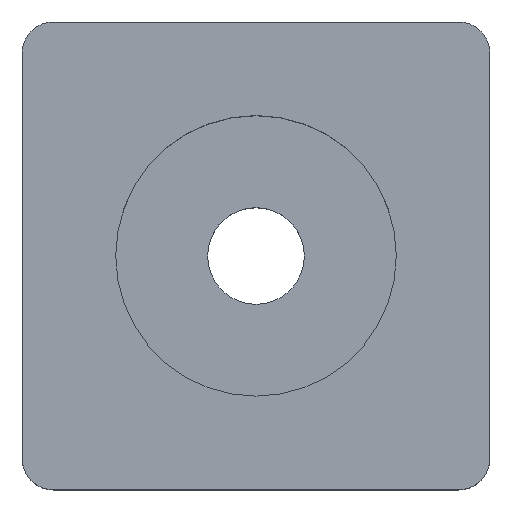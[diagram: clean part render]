
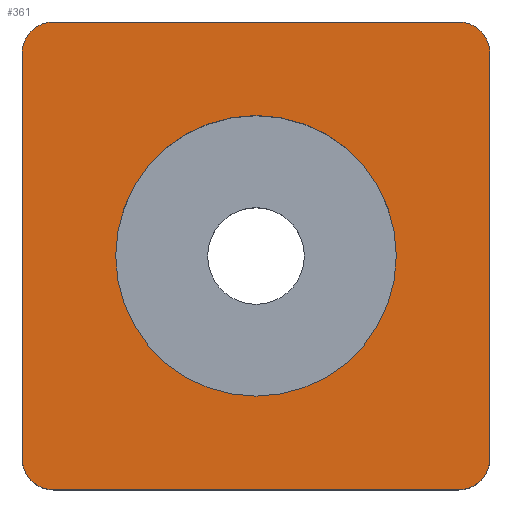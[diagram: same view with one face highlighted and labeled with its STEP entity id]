
A CAD part, top view. The second image highlights one B-rep face of the part: STEP entity #361.
In plain terms, the highlighted planar face has unit normal (0, 0, 1).
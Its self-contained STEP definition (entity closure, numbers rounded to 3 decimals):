
#9 = EDGE_CURVE ( 'NONE', #213, #281, #405, .T. ) ;
#10 = CIRCLE ( 'NONE', #211, 2. ) ;
#11 = ORIENTED_EDGE ( 'NONE', *, *, #393, .T. ) ;
#17 = ORIENTED_EDGE ( 'NONE', *, *, #418, .T. ) ;
#18 = CARTESIAN_POINT ( 'NONE',  ( 13., 15., 13. ) ) ;
#23 = CARTESIAN_POINT ( 'NONE',  ( 15., -15., 13. ) ) ;
#30 = DIRECTION ( 'NONE',  ( 0., 0., 1. ) ) ;
#41 = FACE_OUTER_BOUND ( 'NONE', #59, .T. ) ;
#48 = DIRECTION ( 'NONE',  ( -1., 0., 0. ) ) ;
#56 = CARTESIAN_POINT ( 'NONE',  ( -13., 13., 13. ) ) ;
#59 = EDGE_LOOP ( 'NONE', ( #139, #11, #299, #17, #234, #217, #429, #99 ) ) ;
#69 = EDGE_CURVE ( 'NONE', #134, #102, #445, .T. ) ;
#73 = CARTESIAN_POINT ( 'NONE',  ( 0., 0., 13. ) ) ;
#74 = AXIS2_PLACEMENT_3D ( 'NONE', #360, #30, #279 ) ;
#78 = CARTESIAN_POINT ( 'NONE',  ( -15., -15., 13. ) ) ;
#98 = LINE ( 'NONE', #394, #195 ) ;
#99 = ORIENTED_EDGE ( 'NONE', *, *, #229, .T. ) ;
#102 = VERTEX_POINT ( 'NONE', #297 ) ;
#111 = DIRECTION ( 'NONE',  ( 0., 0., 1. ) ) ;
#113 = DIRECTION ( 'NONE',  ( 0., 0., 1. ) ) ;
#134 = VERTEX_POINT ( 'NONE', #302 ) ;
#139 = ORIENTED_EDGE ( 'NONE', *, *, #422, .T. ) ;
#142 = CARTESIAN_POINT ( 'NONE',  ( -9., 0., 13. ) ) ;
#148 = CARTESIAN_POINT ( 'NONE',  ( -15., 13., 13. ) ) ;
#149 = DIRECTION ( 'NONE',  ( 0., -1., 0. ) ) ;
#160 = DIRECTION ( 'NONE',  ( 0., 0., -1. ) ) ;
#163 = DIRECTION ( 'NONE',  ( 0., 0., 1. ) ) ;
#169 = AXIS2_PLACEMENT_3D ( 'NONE', #451, #310, #48 ) ;
#195 = VECTOR ( 'NONE', #453, 1000. ) ;
#196 = CIRCLE ( 'NONE', #74, 9. ) ;
#197 = EDGE_CURVE ( 'NONE', #102, #207, #395, .T. ) ;
#203 = VERTEX_POINT ( 'NONE', #142 ) ;
#206 = ORIENTED_EDGE ( 'NONE', *, *, #236, .F. ) ;
#207 = VERTEX_POINT ( 'NONE', #322 ) ;
#211 = AXIS2_PLACEMENT_3D ( 'NONE', #348, #113, #251 ) ;
#213 = VERTEX_POINT ( 'NONE', #148 ) ;
#217 = ORIENTED_EDGE ( 'NONE', *, *, #197, .T. ) ;
#218 = DIRECTION ( 'NONE',  ( 0., 0., 1. ) ) ;
#228 = PLANE ( 'NONE',  #368 ) ;
#229 = EDGE_CURVE ( 'NONE', #467, #268, #10, .T. ) ;
#234 = ORIENTED_EDGE ( 'NONE', *, *, #69, .T. ) ;
#235 = EDGE_CURVE ( 'NONE', #207, #467, #425, .T. ) ;
#236 = EDGE_CURVE ( 'NONE', #203, #398, #337, .T. ) ;
#242 = EDGE_CURVE ( 'NONE', #398, #203, #196, .T. ) ;
#247 = DIRECTION ( 'NONE',  ( -1., 0., 0. ) ) ;
#251 = DIRECTION ( 'NONE',  ( -1., 0., 0. ) ) ;
#252 = VECTOR ( 'NONE', #401, 1000. ) ;
#264 = DIRECTION ( 'NONE',  ( -1., 0., 0. ) ) ;
#268 = VERTEX_POINT ( 'NONE', #18 ) ;
#273 = VECTOR ( 'NONE', #480, 1000. ) ;
#279 = DIRECTION ( 'NONE',  ( 1., 0., 0. ) ) ;
#280 = CIRCLE ( 'NONE', #304, 2. ) ;
#281 = VERTEX_POINT ( 'NONE', #421 ) ;
#285 = EDGE_LOOP ( 'NONE', ( #356, #206 ) ) ;
#287 = VERTEX_POINT ( 'NONE', #391 ) ;
#288 = DIRECTION ( 'NONE',  ( 1., 0., 0. ) ) ;
#293 = CARTESIAN_POINT ( 'NONE',  ( -15., -15., 13. ) ) ;
#297 = CARTESIAN_POINT ( 'NONE',  ( 13., -15., 13. ) ) ;
#299 = ORIENTED_EDGE ( 'NONE', *, *, #9, .T. ) ;
#302 = CARTESIAN_POINT ( 'NONE',  ( -13., -15., 13. ) ) ;
#304 = AXIS2_PLACEMENT_3D ( 'NONE', #56, #163, #264 ) ;
#306 = AXIS2_PLACEMENT_3D ( 'NONE', #428, #111, #247 ) ;
#310 = DIRECTION ( 'NONE',  ( 0., 0., 1. ) ) ;
#322 = CARTESIAN_POINT ( 'NONE',  ( 15., -13., 13. ) ) ;
#337 = CIRCLE ( 'NONE', #455, 9. ) ;
#348 = CARTESIAN_POINT ( 'NONE',  ( 13., 13., 13. ) ) ;
#356 = ORIENTED_EDGE ( 'NONE', *, *, #242, .F. ) ;
#360 = CARTESIAN_POINT ( 'NONE',  ( 0., 0., 13. ) ) ;
#361 = ADVANCED_FACE ( 'NONE', ( #370, #41 ), #228, .F. ) ;
#368 = AXIS2_PLACEMENT_3D ( 'NONE', #373, #160, #376 ) ;
#370 = FACE_BOUND ( 'NONE', #285, .T. ) ;
#373 = CARTESIAN_POINT ( 'NONE',  ( 0., 0., 13. ) ) ;
#376 = DIRECTION ( 'NONE',  ( -1., 0., 0. ) ) ;
#378 = CIRCLE ( 'NONE', #169, 2. ) ;
#386 = CARTESIAN_POINT ( 'NONE',  ( 15., 13., 13. ) ) ;
#391 = CARTESIAN_POINT ( 'NONE',  ( -13., 15., 13. ) ) ;
#393 = EDGE_CURVE ( 'NONE', #287, #213, #280, .T. ) ;
#394 = CARTESIAN_POINT ( 'NONE',  ( -15., 15., 13. ) ) ;
#395 = CIRCLE ( 'NONE', #306, 2. ) ;
#398 = VERTEX_POINT ( 'NONE', #419 ) ;
#401 = DIRECTION ( 'NONE',  ( 0., 1., 0. ) ) ;
#405 = LINE ( 'NONE', #293, #459 ) ;
#418 = EDGE_CURVE ( 'NONE', #281, #134, #378, .T. ) ;
#419 = CARTESIAN_POINT ( 'NONE',  ( 9., 0., 13. ) ) ;
#421 = CARTESIAN_POINT ( 'NONE',  ( -15., -13., 13. ) ) ;
#422 = EDGE_CURVE ( 'NONE', #268, #287, #98, .T. ) ;
#425 = LINE ( 'NONE', #23, #252 ) ;
#428 = CARTESIAN_POINT ( 'NONE',  ( 13., -13., 13. ) ) ;
#429 = ORIENTED_EDGE ( 'NONE', *, *, #235, .T. ) ;
#445 = LINE ( 'NONE', #78, #273 ) ;
#451 = CARTESIAN_POINT ( 'NONE',  ( -13., -13., 13. ) ) ;
#453 = DIRECTION ( 'NONE',  ( -1., 0., 0. ) ) ;
#455 = AXIS2_PLACEMENT_3D ( 'NONE', #73, #218, #288 ) ;
#459 = VECTOR ( 'NONE', #149, 1000. ) ;
#467 = VERTEX_POINT ( 'NONE', #386 ) ;
#480 = DIRECTION ( 'NONE',  ( 1., 0., 0. ) ) ;
